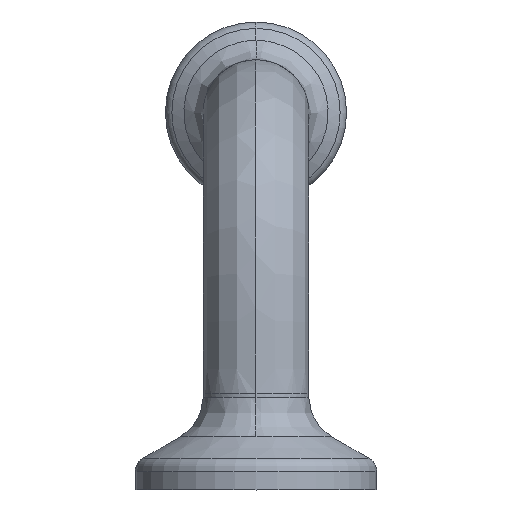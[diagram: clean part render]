
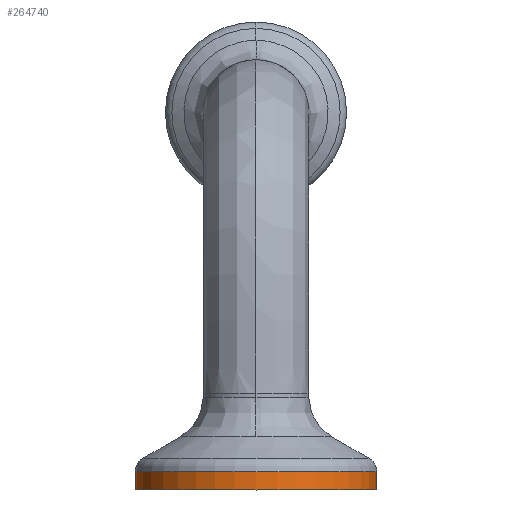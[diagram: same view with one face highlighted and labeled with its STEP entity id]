
A CAD part, left-side view. The second image highlights one B-rep face of the part: STEP entity #264740.
In plain terms, the highlighted cylindrical face has radius 8 mm (diameter 16 mm), a partial arc.
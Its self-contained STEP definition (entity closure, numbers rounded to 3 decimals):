
#139970=CARTESIAN_POINT('',(-64.,-150.,1.223));
#139980=DIRECTION('',(0.,0.,-1.));
#139990=DIRECTION('',(0.,1.,0.));
#140000=AXIS2_PLACEMENT_3D('',#139970,#139980,#139990);
#140010=CIRCLE('',#140000,8.);
#140020=CARTESIAN_POINT('',(-72.,-150.,1.223));
#140030=VERTEX_POINT('',#140020);
#140040=CARTESIAN_POINT('',(-64.,-142.,1.223));
#140050=VERTEX_POINT('',#140040);
#140060=EDGE_CURVE('',#140030,#140050,#140010,.T.);
#140220=CARTESIAN_POINT('',(-64.,-158.,1.223));
#140230=VERTEX_POINT('',#140220);
#140260=EDGE_CURVE('',#140230,#140030,#140010,.T.);
#140360=CARTESIAN_POINT('',(-64.,-150.,
0.));
#140370=DIRECTION('',(0.,0.,-1.));
#140380=DIRECTION('',(0.,1.,0.));
#140390=AXIS2_PLACEMENT_3D('',#140360,#140370,#140380);
#140400=CIRCLE('',#140390,8.);
#140430=CARTESIAN_POINT('',(-64.,-158.,
0.));
#140440=VERTEX_POINT('',#140430);
#140470=CARTESIAN_POINT('',(-64.,-158.,0.9));
#140480=DIRECTION('',(0.,0.,1.));
#140490=VECTOR('',#140480,1.);
#140500=LINE('',#140470,#140490);
#140510=EDGE_CURVE('',#140440,#140230,#140500,.T.);
#140550=CARTESIAN_POINT('',(-64.,-142.,0.9));
#140560=DIRECTION('',(0.,0.,1.));
#140570=VECTOR('',#140560,1.);
#140580=LINE('',#140550,#140570);
#140590=CARTESIAN_POINT('',(-64.,-142.,
0.));
#140600=VERTEX_POINT('',#140590);
#140610=EDGE_CURVE('',#140600,#140050,#140580,.T.);
#140880=EDGE_CURVE('',#140440,#140600,#140400,.T.);
#264620=CARTESIAN_POINT('',(-64.,-150.,0.9));
#264630=DIRECTION('',(0.,0.,1.));
#264640=DIRECTION('',(0.,-1.,0.));
#264650=AXIS2_PLACEMENT_3D('',#264620,#264630,#264640);
#264660=CYLINDRICAL_SURFACE('',#264650,8.);
#264670=ORIENTED_EDGE('',*,*,#140510,.T.);
#264680=ORIENTED_EDGE('',*,*,#140880,.F.);
#264690=ORIENTED_EDGE('',*,*,#140610,.F.);
#264700=ORIENTED_EDGE('',*,*,#140060,.T.);
#264710=ORIENTED_EDGE('',*,*,#140260,.T.);
#264720=EDGE_LOOP('',(#264710,#264700,#264690,#264680,#264670));
#264730=FACE_OUTER_BOUND('',#264720,.T.);
#264740=ADVANCED_FACE('',(#264730),#264660,.T.);
